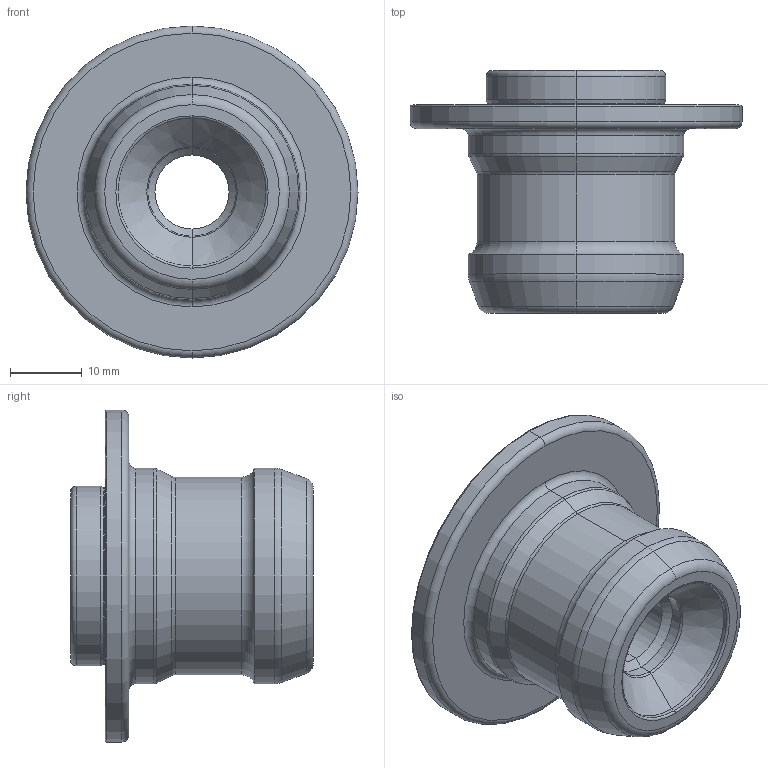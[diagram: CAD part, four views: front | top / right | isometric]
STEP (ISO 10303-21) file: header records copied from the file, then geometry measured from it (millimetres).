
FILE_DESCRIPTION (( 'STEP AP214' ), '1' );
FILE_NAME ('804 472 EZNi o.Zentr ø25 BI. 4.8 Speedy classic 2 058-127-01.STEP', '2014-03-26T07:35:17', ( '' ), ( '' ), 'SwSTEP 2.0', 'SolidWorks 2013', '' );
FILE_SCHEMA (( 'AUTOMOTIVE_DESIGN' ));
Length unit declared in the file: millimetre
Products named in the file (1): 804 472 EZNi o.Zentr ø25 BI. 4.8 Speedy classic 2 058-127-01
Bounding box: 46.2 x 33.8 x 46.2 mm (x, y, z)
Volume: 20478.8 mm3; surface area: 7186.6 mm2
Topology: 1 solids, 1 shells, 64 faces, 128 edges, 68 vertices
Faces by surface type: torus 28, cylinder 18, cone 14, plane 4
Entity records: 1690 total; most frequent: DIRECTION 354, CARTESIAN_POINT 261, ORIENTED_EDGE 256, AXIS2_PLACEMENT_3D 161, EDGE_CURVE 128, CIRCLE 96, VERTEX_POINT 68, EDGE_LOOP 68
